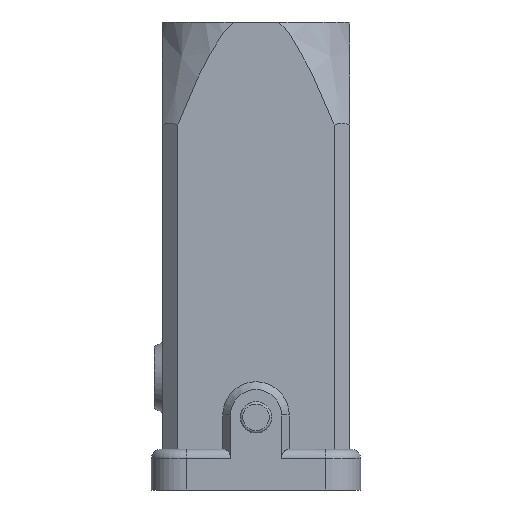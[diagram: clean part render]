
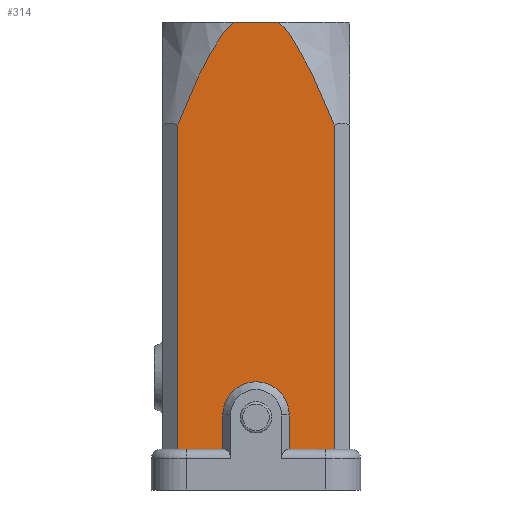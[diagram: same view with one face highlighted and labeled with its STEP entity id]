
A CAD part, front view. The second image highlights one B-rep face of the part: STEP entity #314.
In plain terms, the highlighted planar face has unit normal (0, -1, 0).
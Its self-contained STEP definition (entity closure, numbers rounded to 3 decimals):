
#224=PLANE('',#2443);
#314=ADVANCED_FACE('',(#455),#224,.T.);
#455=FACE_OUTER_BOUND('',#583,.T.);
#583=EDGE_LOOP('',(#1440,#1441,#1442,#1443,#1444,#1445,#1446,#1447,#1448,
#1449));
#708=LINE('',#3691,#870);
#748=LINE('',#3861,#910);
#754=LINE('',#3882,#916);
#755=LINE('',#3884,#917);
#756=LINE('',#3886,#918);
#757=LINE('',#3887,#919);
#758=LINE('',#3889,#920);
#870=VECTOR('',#2791,1.);
#910=VECTOR('',#2895,1.);
#916=VECTOR('',#2919,1.);
#917=VECTOR('',#2920,1.);
#918=VECTOR('',#2921,1.);
#919=VECTOR('',#2922,1.);
#920=VECTOR('',#2923,1.);
#1041=CIRCLE('',#2440,4.25);
#1440=ORIENTED_EDGE('',*,*,#2159,.F.);
#1441=ORIENTED_EDGE('',*,*,#2061,.T.);
#1442=ORIENTED_EDGE('',*,*,#2089,.T.);
#1443=ORIENTED_EDGE('',*,*,#2128,.T.);
#1444=ORIENTED_EDGE('',*,*,#2147,.F.);
#1445=ORIENTED_EDGE('',*,*,#2160,.F.);
#1446=ORIENTED_EDGE('',*,*,#2161,.T.);
#1447=ORIENTED_EDGE('',*,*,#2155,.F.);
#1448=ORIENTED_EDGE('',*,*,#2162,.T.);
#1449=ORIENTED_EDGE('',*,*,#2163,.F.);
#1824=VERTEX_POINT('',#3614);
#1825=VERTEX_POINT('',#3615);
#1836=VERTEX_POINT('',#3690);
#1857=VERTEX_POINT('',#3811);
#1874=VERTEX_POINT('',#3862);
#1876=VERTEX_POINT('',#3874);
#1877=VERTEX_POINT('',#3875);
#1880=VERTEX_POINT('',#3883);
#1881=VERTEX_POINT('',#3885);
#1882=VERTEX_POINT('',#3888);
#2061=EDGE_CURVE('',#1824,#1825,#2292,.T.);
#2089=EDGE_CURVE('',#1825,#1836,#708,.T.);
#2128=EDGE_CURVE('',#1836,#1857,#2305,.T.);
#2147=EDGE_CURVE('',#1874,#1857,#748,.T.);
#2155=EDGE_CURVE('',#1876,#1877,#1041,.T.);
#2159=EDGE_CURVE('',#1824,#1880,#754,.T.);
#2160=EDGE_CURVE('',#1881,#1874,#755,.T.);
#2161=EDGE_CURVE('',#1881,#1877,#756,.T.);
#2162=EDGE_CURVE('',#1876,#1882,#757,.T.);
#2163=EDGE_CURVE('',#1880,#1882,#758,.T.);
#2292=B_SPLINE_CURVE_WITH_KNOTS('',3,(#3606,#3607,#3608,#3609,#3610,#3611,
#3612,#3613),.UNSPECIFIED.,.F.,.F.,(4,2,2,4),(0.,0.5,0.75,1.),
 .UNSPECIFIED.);
#2305=B_SPLINE_CURVE_WITH_KNOTS('',3,(#3812,#3813,#3814,#3815,#3816,#3817,
#3818,#3819),.UNSPECIFIED.,.F.,.F.,(4,2,2,4),(0.,0.25,0.5,1.),
 .UNSPECIFIED.);
#2440=AXIS2_PLACEMENT_3D('',#3873,#2911,#2912);
#2443=AXIS2_PLACEMENT_3D('',#3890,#2924,#2925);
#2791=DIRECTION('',(-1.,0.,0.));
#2895=DIRECTION('',(0.,0.,1.));
#2911=DIRECTION('',(0.,-1.,0.));
#2912=DIRECTION('',(-1.,0.,0.));
#2919=DIRECTION('',(0.,0.,-1.));
#2920=DIRECTION('',(-1.,0.,0.));
#2921=DIRECTION('',(0.,0.,1.));
#2922=DIRECTION('',(0.,0.,-1.));
#2923=DIRECTION('',(-1.,0.,0.));
#2924=DIRECTION('',(0.,-1.,0.));
#2925=DIRECTION('',(-1.,0.,0.));
#3606=CARTESIAN_POINT('',(10.,-12.,46.714));
#3607=CARTESIAN_POINT('',(9.093,-12.,49.055));
#3608=CARTESIAN_POINT('',(8.133,-12.,51.37));
#3609=CARTESIAN_POINT('',(6.479,-12.,54.742));
#3610=CARTESIAN_POINT('',(5.891,-12.,55.849));
#3611=CARTESIAN_POINT('',(4.561,-12.,57.99));
#3612=CARTESIAN_POINT('',(3.838,-12.,59.023));
#3613=CARTESIAN_POINT('',(2.919,-12.,59.898));
#3614=CARTESIAN_POINT('',(10.,-12.,46.714));
#3615=CARTESIAN_POINT('',(2.919,-12.,59.898));
#3690=CARTESIAN_POINT('',(-2.919,-12.,59.898));
#3691=CARTESIAN_POINT('',(0.,-12.,59.898));
#3811=CARTESIAN_POINT('',(-10.,-12.,46.714));
#3812=CARTESIAN_POINT('',(-2.919,-12.,59.898));
#3813=CARTESIAN_POINT('',(-3.84,-12.,59.021));
#3814=CARTESIAN_POINT('',(-4.557,-12.,57.996));
#3815=CARTESIAN_POINT('',(-5.881,-12.,55.867));
#3816=CARTESIAN_POINT('',(-6.473,-12.,54.752));
#3817=CARTESIAN_POINT('',(-8.132,-12.,51.374));
#3818=CARTESIAN_POINT('',(-9.092,-12.,49.056));
#3819=CARTESIAN_POINT('',(-10.,-12.,46.714));
#3861=CARTESIAN_POINT('',(-10.,-12.,59.898));
#3862=CARTESIAN_POINT('',(-10.,-12.,5.2));
#3873=CARTESIAN_POINT('',(0.,-12.,9.6));
#3874=CARTESIAN_POINT('',(4.25,-12.,9.6));
#3875=CARTESIAN_POINT('',(-4.25,-12.,9.6));
#3882=CARTESIAN_POINT('',(10.,-12.,0.));
#3883=CARTESIAN_POINT('',(10.,-12.,5.2));
#3884=CARTESIAN_POINT('',(13.4,-12.,5.2));
#3885=CARTESIAN_POINT('',(-4.25,-12.,5.2));
#3886=CARTESIAN_POINT('',(-4.25,-12.,13.85));
#3887=CARTESIAN_POINT('',(4.25,-12.,13.85));
#3888=CARTESIAN_POINT('',(4.25,-12.,5.2));
#3889=CARTESIAN_POINT('',(13.4,-12.,5.2));
#3890=CARTESIAN_POINT('',(13.4,-12.,59.898));
